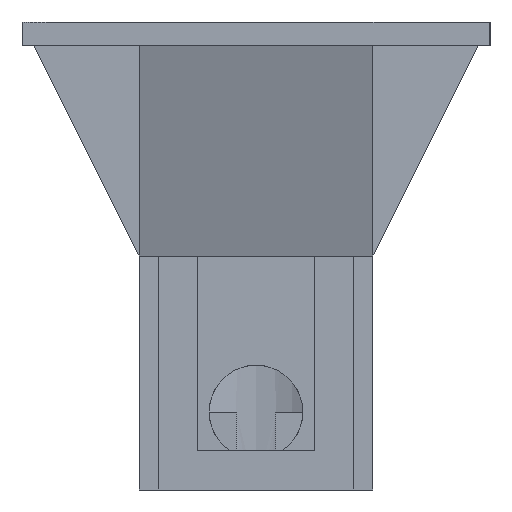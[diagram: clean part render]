
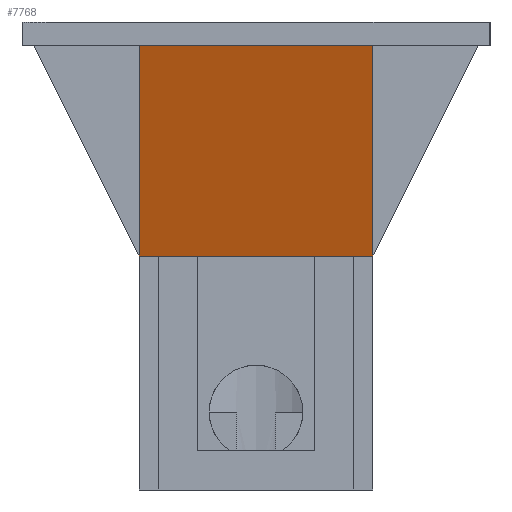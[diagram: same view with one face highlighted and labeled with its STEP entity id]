
A CAD part, left-side view. The second image highlights one B-rep face of the part: STEP entity #7768.
In plain terms, the highlighted planar face has unit normal (-0.949, 0, -0.316).
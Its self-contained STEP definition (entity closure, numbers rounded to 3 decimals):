
#2372 = PLANE('',#2373);
#2373 = AXIS2_PLACEMENT_3D('',#2374,#2375,#2376);
#2374 = CARTESIAN_POINT('',(-5.,0.,-0.3));
#2375 = DIRECTION('',(0.,0.,1.));
#2376 = DIRECTION('',(1.,0.,0.));
#4599 = VERTEX_POINT('',#4600);
#4600 = CARTESIAN_POINT('',(-7.4,-1.5,-0.3));
#4614 = PLANE('',#4615);
#4615 = AXIS2_PLACEMENT_3D('',#4616,#4617,#4618);
#4616 = CARTESIAN_POINT('',(-2.791,-1.5,-1.435));
#4617 = DIRECTION('',(0.,1.,0.));
#4618 = DIRECTION('',(0.,0.,1.));
#4626 = EDGE_CURVE('',#4627,#4599,#4629,.T.);
#4627 = VERTEX_POINT('',#4628);
#4628 = CARTESIAN_POINT('',(-7.4,1.5,-0.3));
#4629 = SURFACE_CURVE('',#4630,(#4634,#4641),.PCURVE_S1.);
#4630 = LINE('',#4631,#4632);
#4631 = CARTESIAN_POINT('',(-7.4,0.75,-0.3));
#4632 = VECTOR('',#4633,1.);
#4633 = DIRECTION('',(0.,-1.,0.));
#4634 = PCURVE('',#2372,#4635);
#4635 = DEFINITIONAL_REPRESENTATION('',(#4636),#4640);
#4636 = LINE('',#4637,#4638);
#4637 = CARTESIAN_POINT('',(-2.4,0.75));
#4638 = VECTOR('',#4639,1.);
#4639 = DIRECTION('',(0.,-1.));
#4640 = ( GEOMETRIC_REPRESENTATION_CONTEXT(2) 
PARAMETRIC_REPRESENTATION_CONTEXT() REPRESENTATION_CONTEXT('2D SPACE',''
  ) );
#4641 = PCURVE('',#4642,#4647);
#4642 = PLANE('',#4643);
#4643 = AXIS2_PLACEMENT_3D('',#4644,#4645,#4646);
#4644 = CARTESIAN_POINT('',(-7.5,1.5,0.));
#4645 = DIRECTION('',(0.949,0.,0.316));
#4646 = DIRECTION('',(0.316,0.,-0.949));
#4647 = DEFINITIONAL_REPRESENTATION('',(#4648),#4652);
#4648 = LINE('',#4649,#4650);
#4649 = CARTESIAN_POINT('',(0.316,-0.75));
#4650 = VECTOR('',#4651,1.);
#4651 = DIRECTION('',(0.,-1.));
#4652 = ( GEOMETRIC_REPRESENTATION_CONTEXT(2) 
PARAMETRIC_REPRESENTATION_CONTEXT() REPRESENTATION_CONTEXT('2D SPACE',''
  ) );
#4670 = PLANE('',#4671);
#4671 = AXIS2_PLACEMENT_3D('',#4672,#4673,#4674);
#4672 = CARTESIAN_POINT('',(-2.791,1.5,-1.435));
#4673 = DIRECTION('',(0.,1.,0.));
#4674 = DIRECTION('',(0.,0.,1.));
#6447 = PLANE('',#6448);
#6448 = AXIS2_PLACEMENT_3D('',#6449,#6450,#6451);
#6449 = CARTESIAN_POINT('',(-6.5,1.5,-3.));
#6450 = DIRECTION('',(0.,0.,1.));
#6451 = DIRECTION('',(1.,0.,0.));
#7672 = VERTEX_POINT('',#7673);
#7673 = CARTESIAN_POINT('',(-6.5,1.5,-3.));
#7746 = EDGE_CURVE('',#4627,#7672,#7747,.T.);
#7747 = SURFACE_CURVE('',#7748,(#7752,#7759),.PCURVE_S1.);
#7748 = LINE('',#7749,#7750);
#7749 = CARTESIAN_POINT('',(-7.5,1.5,0.));
#7750 = VECTOR('',#7751,1.);
#7751 = DIRECTION('',(0.316,0.,-0.949));
#7752 = PCURVE('',#4670,#7753);
#7753 = DEFINITIONAL_REPRESENTATION('',(#7754),#7758);
#7754 = LINE('',#7755,#7756);
#7755 = CARTESIAN_POINT('',(1.435,-4.709));
#7756 = VECTOR('',#7757,1.);
#7757 = DIRECTION('',(-0.949,0.316));
#7758 = ( GEOMETRIC_REPRESENTATION_CONTEXT(2) 
PARAMETRIC_REPRESENTATION_CONTEXT() REPRESENTATION_CONTEXT('2D SPACE',''
  ) );
#7759 = PCURVE('',#4642,#7760);
#7760 = DEFINITIONAL_REPRESENTATION('',(#7761),#7765);
#7761 = LINE('',#7762,#7763);
#7762 = CARTESIAN_POINT('',(0.,0.));
#7763 = VECTOR('',#7764,1.);
#7764 = DIRECTION('',(1.,0.));
#7765 = ( GEOMETRIC_REPRESENTATION_CONTEXT(2) 
PARAMETRIC_REPRESENTATION_CONTEXT() REPRESENTATION_CONTEXT('2D SPACE',''
  ) );
#7768 = ADVANCED_FACE('',(#7769),#4642,.F.);
#7769 = FACE_BOUND('',#7770,.F.);
#7770 = EDGE_LOOP('',(#7771,#7772,#7773,#7796));
#7771 = ORIENTED_EDGE('',*,*,#7746,.F.);
#7772 = ORIENTED_EDGE('',*,*,#4626,.T.);
#7773 = ORIENTED_EDGE('',*,*,#7774,.T.);
#7774 = EDGE_CURVE('',#4599,#7775,#7777,.T.);
#7775 = VERTEX_POINT('',#7776);
#7776 = CARTESIAN_POINT('',(-6.5,-1.5,-3.));
#7777 = SURFACE_CURVE('',#7778,(#7782,#7789),.PCURVE_S1.);
#7778 = LINE('',#7779,#7780);
#7779 = CARTESIAN_POINT('',(-7.5,-1.5,0.));
#7780 = VECTOR('',#7781,1.);
#7781 = DIRECTION('',(0.316,0.,-0.949));
#7782 = PCURVE('',#4642,#7783);
#7783 = DEFINITIONAL_REPRESENTATION('',(#7784),#7788);
#7784 = LINE('',#7785,#7786);
#7785 = CARTESIAN_POINT('',(0.,-3.));
#7786 = VECTOR('',#7787,1.);
#7787 = DIRECTION('',(1.,0.));
#7788 = ( GEOMETRIC_REPRESENTATION_CONTEXT(2) 
PARAMETRIC_REPRESENTATION_CONTEXT() REPRESENTATION_CONTEXT('2D SPACE',''
  ) );
#7789 = PCURVE('',#4614,#7790);
#7790 = DEFINITIONAL_REPRESENTATION('',(#7791),#7795);
#7791 = LINE('',#7792,#7793);
#7792 = CARTESIAN_POINT('',(1.435,-4.709));
#7793 = VECTOR('',#7794,1.);
#7794 = DIRECTION('',(-0.949,0.316));
#7795 = ( GEOMETRIC_REPRESENTATION_CONTEXT(2) 
PARAMETRIC_REPRESENTATION_CONTEXT() REPRESENTATION_CONTEXT('2D SPACE',''
  ) );
#7796 = ORIENTED_EDGE('',*,*,#7797,.F.);
#7797 = EDGE_CURVE('',#7672,#7775,#7798,.T.);
#7798 = SURFACE_CURVE('',#7799,(#7803,#7810),.PCURVE_S1.);
#7799 = LINE('',#7800,#7801);
#7800 = CARTESIAN_POINT('',(-6.5,1.5,-3.));
#7801 = VECTOR('',#7802,1.);
#7802 = DIRECTION('',(0.,-1.,0.));
#7803 = PCURVE('',#4642,#7804);
#7804 = DEFINITIONAL_REPRESENTATION('',(#7805),#7809);
#7805 = LINE('',#7806,#7807);
#7806 = CARTESIAN_POINT('',(3.162,0.));
#7807 = VECTOR('',#7808,1.);
#7808 = DIRECTION('',(0.,-1.));
#7809 = ( GEOMETRIC_REPRESENTATION_CONTEXT(2) 
PARAMETRIC_REPRESENTATION_CONTEXT() REPRESENTATION_CONTEXT('2D SPACE',''
  ) );
#7810 = PCURVE('',#6447,#7811);
#7811 = DEFINITIONAL_REPRESENTATION('',(#7812),#7816);
#7812 = LINE('',#7813,#7814);
#7813 = CARTESIAN_POINT('',(0.,0.));
#7814 = VECTOR('',#7815,1.);
#7815 = DIRECTION('',(0.,-1.));
#7816 = ( GEOMETRIC_REPRESENTATION_CONTEXT(2) 
PARAMETRIC_REPRESENTATION_CONTEXT() REPRESENTATION_CONTEXT('2D SPACE',''
  ) );
